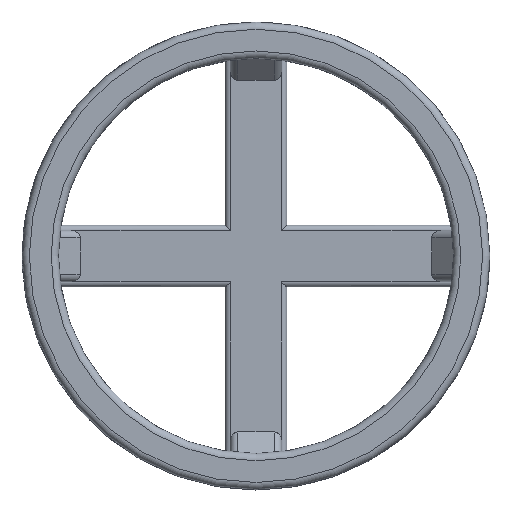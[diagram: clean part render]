
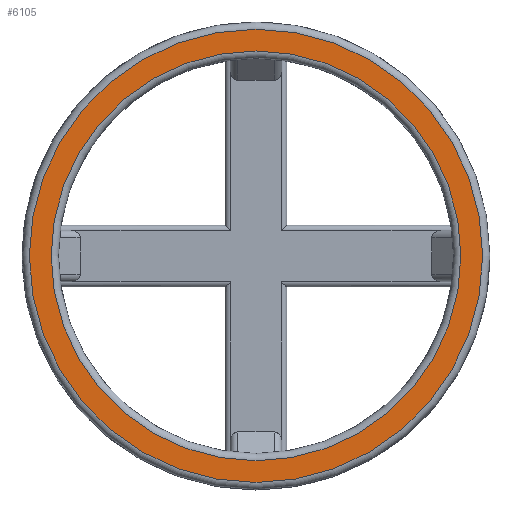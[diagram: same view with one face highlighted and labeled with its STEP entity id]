
A CAD part, top view. The second image highlights one B-rep face of the part: STEP entity #6105.
In plain terms, the highlighted planar face has unit normal (0, 0, 1).
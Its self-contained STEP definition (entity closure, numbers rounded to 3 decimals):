
#478 = TOROIDAL_SURFACE('',#479,28.25,1.);
#479 = AXIS2_PLACEMENT_3D('',#480,#481,#482);
#480 = CARTESIAN_POINT('',(0.,0.,21.));
#481 = DIRECTION('',(0.,0.,1.));
#482 = DIRECTION('',(1.,0.,-0.));
#4588 = VERTEX_POINT('',#4589);
#4589 = CARTESIAN_POINT('',(28.25,0.,22.));
#4609 = EDGE_CURVE('',#4588,#4588,#4610,.T.);
#4610 = SURFACE_CURVE('',#4611,(#4616,#4623),.PCURVE_S1.);
#4611 = CIRCLE('',#4612,28.25);
#4612 = AXIS2_PLACEMENT_3D('',#4613,#4614,#4615);
#4613 = CARTESIAN_POINT('',(0.,0.,22.));
#4614 = DIRECTION('',(0.,0.,1.));
#4615 = DIRECTION('',(1.,0.,-0.));
#4616 = PCURVE('',#478,#4617);
#4617 = DEFINITIONAL_REPRESENTATION('',(#4618),#4622);
#4618 = LINE('',#4619,#4620);
#4619 = CARTESIAN_POINT('',(0.,1.571));
#4620 = VECTOR('',#4621,1.);
#4621 = DIRECTION('',(1.,0.));
#4622 = ( GEOMETRIC_REPRESENTATION_CONTEXT(2) 
PARAMETRIC_REPRESENTATION_CONTEXT() REPRESENTATION_CONTEXT('2D SPACE',''
  ) );
#4623 = PCURVE('',#4624,#4629);
#4624 = PLANE('',#4625);
#4625 = AXIS2_PLACEMENT_3D('',#4626,#4627,#4628);
#4626 = CARTESIAN_POINT('',(0.,0.,22.)
  );
#4627 = DIRECTION('',(0.,0.,1.));
#4628 = DIRECTION('',(1.,0.,-0.));
#4629 = DEFINITIONAL_REPRESENTATION('',(#4630),#4634);
#4630 = CIRCLE('',#4631,28.25);
#4631 = AXIS2_PLACEMENT_2D('',#4632,#4633);
#4632 = CARTESIAN_POINT('',(0.,0.));
#4633 = DIRECTION('',(1.,0.));
#4634 = ( GEOMETRIC_REPRESENTATION_CONTEXT(2) 
PARAMETRIC_REPRESENTATION_CONTEXT() REPRESENTATION_CONTEXT('2D SPACE',''
  ) );
#6105 = ADVANCED_FACE('',(#6106,#6137),#4624,.T.);
#6106 = FACE_BOUND('',#6107,.T.);
#6107 = EDGE_LOOP('',(#6108));
#6108 = ORIENTED_EDGE('',*,*,#6109,.T.);
#6109 = EDGE_CURVE('',#6110,#6110,#6112,.T.);
#6110 = VERTEX_POINT('',#6111);
#6111 = CARTESIAN_POINT('',(31.25,0.,22.));
#6112 = SURFACE_CURVE('',#6113,(#6118,#6125),.PCURVE_S1.);
#6113 = CIRCLE('',#6114,31.25);
#6114 = AXIS2_PLACEMENT_3D('',#6115,#6116,#6117);
#6115 = CARTESIAN_POINT('',(0.,0.,22.));
#6116 = DIRECTION('',(0.,0.,1.));
#6117 = DIRECTION('',(1.,0.,-0.));
#6118 = PCURVE('',#4624,#6119);
#6119 = DEFINITIONAL_REPRESENTATION('',(#6120),#6124);
#6120 = CIRCLE('',#6121,31.25);
#6121 = AXIS2_PLACEMENT_2D('',#6122,#6123);
#6122 = CARTESIAN_POINT('',(0.,0.));
#6123 = DIRECTION('',(1.,0.));
#6124 = ( GEOMETRIC_REPRESENTATION_CONTEXT(2) 
PARAMETRIC_REPRESENTATION_CONTEXT() REPRESENTATION_CONTEXT('2D SPACE',''
  ) );
#6125 = PCURVE('',#6126,#6131);
#6126 = TOROIDAL_SURFACE('',#6127,31.25,1.);
#6127 = AXIS2_PLACEMENT_3D('',#6128,#6129,#6130);
#6128 = CARTESIAN_POINT('',(0.,0.,21.));
#6129 = DIRECTION('',(0.,0.,1.));
#6130 = DIRECTION('',(1.,0.,-0.));
#6131 = DEFINITIONAL_REPRESENTATION('',(#6132),#6136);
#6132 = LINE('',#6133,#6134);
#6133 = CARTESIAN_POINT('',(0.,1.571));
#6134 = VECTOR('',#6135,1.);
#6135 = DIRECTION('',(1.,0.));
#6136 = ( GEOMETRIC_REPRESENTATION_CONTEXT(2) 
PARAMETRIC_REPRESENTATION_CONTEXT() REPRESENTATION_CONTEXT('2D SPACE',''
  ) );
#6137 = FACE_BOUND('',#6138,.T.);
#6138 = EDGE_LOOP('',(#6139));
#6139 = ORIENTED_EDGE('',*,*,#4609,.F.);
